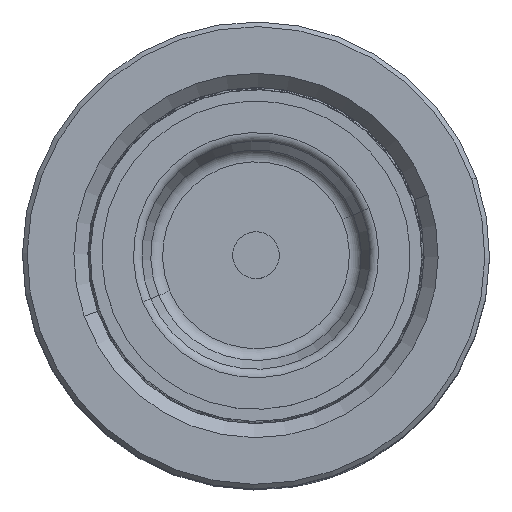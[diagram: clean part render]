
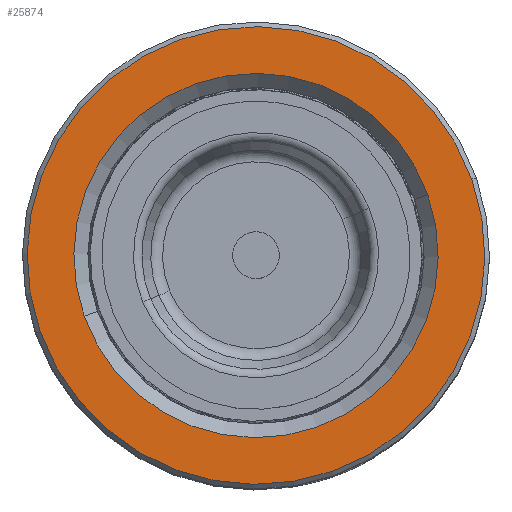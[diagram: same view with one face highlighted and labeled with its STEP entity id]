
A CAD part, top view. The second image highlights one B-rep face of the part: STEP entity #25874.
In plain terms, the highlighted planar face has unit normal (0, 0, 1).
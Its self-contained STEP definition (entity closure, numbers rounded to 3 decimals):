
#960 = AXIS2_PLACEMENT_3D ( 'NONE', #3081, #53031, #44121 ) ;
#2424 = AXIS2_PLACEMENT_3D ( 'NONE', #3663, #20323, #53242 ) ;
#3081 = CARTESIAN_POINT ( 'NONE',  ( 0., 0., 60. ) ) ;
#3486 = EDGE_CURVE ( 'NONE', #27125, #24164, #24329, .T. ) ;
#3663 = CARTESIAN_POINT ( 'NONE',  ( 0., 0., 60. ) ) ;
#4388 = EDGE_CURVE ( 'NONE', #19422, #51380, #29442, .T. ) ;
#6081 = AXIS2_PLACEMENT_3D ( 'NONE', #8887, #34223, #46049 ) ;
#8007 = DIRECTION ( 'NONE',  ( 0., 0., 1. ) ) ;
#8887 = CARTESIAN_POINT ( 'NONE',  ( 0., 0., 60. ) ) ;
#10476 = AXIS2_PLACEMENT_3D ( 'NONE', #33006, #8007, #37170 ) ;
#10850 = CARTESIAN_POINT ( 'NONE',  ( -24.5, 0., 60. ) ) ;
#14561 = CARTESIAN_POINT ( 'NONE',  ( 24.5, 0., 60. ) ) ;
#18009 = ORIENTED_EDGE ( 'NONE', *, *, #3486, .T. ) ;
#18420 = CIRCLE ( 'NONE', #28017, 24.5 ) ;
#19422 = VERTEX_POINT ( 'NONE', #24092 ) ;
#20323 = DIRECTION ( 'NONE',  ( 0., 0., -1. ) ) ;
#20573 = FACE_OUTER_BOUND ( 'NONE', #25439, .T. ) ;
#20732 = CARTESIAN_POINT ( 'NONE',  ( 0., 0., 60. ) ) ;
#24092 = CARTESIAN_POINT ( 'NONE',  ( 19.5, 0., 60. ) ) ;
#24164 = VERTEX_POINT ( 'NONE', #10850 ) ;
#24329 = CIRCLE ( 'NONE', #10476, 24.5 ) ;
#25439 = EDGE_LOOP ( 'NONE', ( #31290, #18009 ) ) ;
#25874 = ADVANCED_FACE ( 'NONE', ( #20573, #44643 ), #31613, .T. ) ;
#27125 = VERTEX_POINT ( 'NONE', #14561 ) ;
#28017 = AXIS2_PLACEMENT_3D ( 'NONE', #20732, #29119, #37462 ) ;
#29119 = DIRECTION ( 'NONE',  ( 0., 0., 1. ) ) ;
#29442 = CIRCLE ( 'NONE', #2424, 19.5 ) ;
#30507 = CIRCLE ( 'NONE', #6081, 19.5 ) ;
#31290 = ORIENTED_EDGE ( 'NONE', *, *, #32800, .T. ) ;
#31613 = PLANE ( 'NONE',  #960 ) ;
#32800 = EDGE_CURVE ( 'NONE', #24164, #27125, #18420, .T. ) ;
#33006 = CARTESIAN_POINT ( 'NONE',  ( 0., 0., 60. ) ) ;
#34223 = DIRECTION ( 'NONE',  ( 0., 0., -1. ) ) ;
#37170 = DIRECTION ( 'NONE',  ( 1., 0., 0. ) ) ;
#37462 = DIRECTION ( 'NONE',  ( 1., 0., 0. ) ) ;
#37755 = EDGE_CURVE ( 'NONE', #51380, #19422, #30507, .T. ) ;
#41726 = CARTESIAN_POINT ( 'NONE',  ( -19.5, 0., 60. ) ) ;
#44121 = DIRECTION ( 'NONE',  ( 1., 0., 0. ) ) ;
#44643 = FACE_BOUND ( 'NONE', #47921, .T. ) ;
#46049 = DIRECTION ( 'NONE',  ( 1., 0., 0. ) ) ;
#47921 = EDGE_LOOP ( 'NONE', ( #49415, #50801 ) ) ;
#49415 = ORIENTED_EDGE ( 'NONE', *, *, #4388, .T. ) ;
#50801 = ORIENTED_EDGE ( 'NONE', *, *, #37755, .T. ) ;
#51380 = VERTEX_POINT ( 'NONE', #41726 ) ;
#53031 = DIRECTION ( 'NONE',  ( 0., 0., 1. ) ) ;
#53242 = DIRECTION ( 'NONE',  ( 1., 0., 0. ) ) ;
